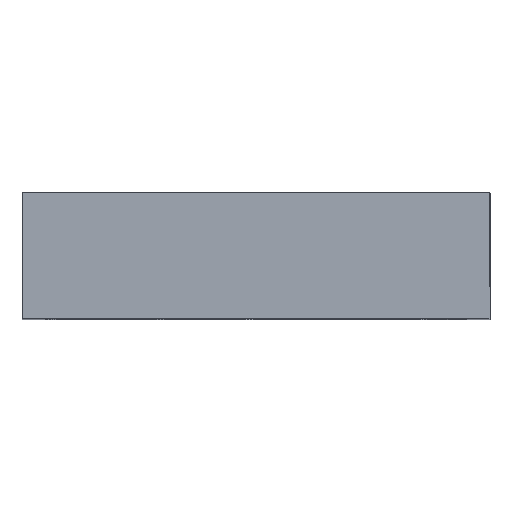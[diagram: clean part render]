
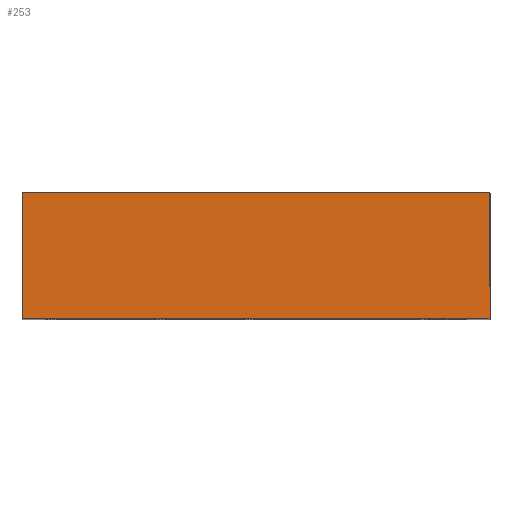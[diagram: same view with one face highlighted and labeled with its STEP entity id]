
A CAD part, top view. The second image highlights one B-rep face of the part: STEP entity #253.
In plain terms, the highlighted planar face has unit normal (0, 0, 1).
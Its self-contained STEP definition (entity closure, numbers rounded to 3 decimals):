
#2 = CARTESIAN_POINT ( 'NONE',  ( 12.3, -1., -21.712 ) ) ;
#52 = CARTESIAN_POINT ( 'NONE',  ( 12.3, -10.2, -21.712 ) ) ;
#87 = CARTESIAN_POINT ( 'NONE',  ( -21.7, -10.2, -21.712 ) ) ;
#120 = ORIENTED_EDGE ( 'NONE', *, *, #1009, .T. ) ;
#184 = DIRECTION ( 'NONE',  ( 0., 0., 1. ) ) ;
#201 = VERTEX_POINT ( 'NONE', #52 ) ;
#248 = EDGE_CURVE ( 'NONE', #259, #1080, #438, .T. ) ;
#253 = ADVANCED_FACE ( 'NONE', ( #348 ), #628, .T. ) ;
#259 = VERTEX_POINT ( 'NONE', #2 ) ;
#261 = LINE ( 'NONE', #87, #932 ) ;
#268 = DIRECTION ( 'NONE',  ( 1., 0., 0. ) ) ;
#285 = DIRECTION ( 'NONE',  ( 0., 1., 0. ) ) ;
#319 = DIRECTION ( 'NONE',  ( 0., 1., 0. ) ) ;
#348 = FACE_OUTER_BOUND ( 'NONE', #481, .T. ) ;
#394 = CARTESIAN_POINT ( 'NONE',  ( 12.3, -32.39, -21.712 ) ) ;
#418 = LINE ( 'NONE', #394, #951 ) ;
#430 = CARTESIAN_POINT ( 'NONE',  ( -21.7, -1., -21.712 ) ) ;
#438 = LINE ( 'NONE', #989, #1023 ) ;
#481 = EDGE_LOOP ( 'NONE', ( #120, #747, #528, #899 ) ) ;
#528 = ORIENTED_EDGE ( 'NONE', *, *, #1102, .F. ) ;
#610 = DIRECTION ( 'NONE',  ( -1., 0., 0. ) ) ;
#628 = PLANE ( 'NONE',  #737 ) ;
#695 = LINE ( 'NONE', #1150, #1100 ) ;
#729 = DIRECTION ( 'NONE',  ( -1., 0., 0. ) ) ;
#737 = AXIS2_PLACEMENT_3D ( 'NONE', #1153, #184, #268 ) ;
#747 = ORIENTED_EDGE ( 'NONE', *, *, #248, .T. ) ;
#849 = CARTESIAN_POINT ( 'NONE',  ( -21.7, -10.2, -21.712 ) ) ;
#899 = ORIENTED_EDGE ( 'NONE', *, *, #1136, .F. ) ;
#932 = VECTOR ( 'NONE', #610, 1000. ) ;
#951 = VECTOR ( 'NONE', #319, 1000. ) ;
#953 = VERTEX_POINT ( 'NONE', #849 ) ;
#989 = CARTESIAN_POINT ( 'NONE',  ( -21.7, -1., -21.712 ) ) ;
#1009 = EDGE_CURVE ( 'NONE', #201, #259, #418, .T. ) ;
#1023 = VECTOR ( 'NONE', #729, 1000. ) ;
#1080 = VERTEX_POINT ( 'NONE', #430 ) ;
#1100 = VECTOR ( 'NONE', #285, 1000. ) ;
#1102 = EDGE_CURVE ( 'NONE', #953, #1080, #695, .T. ) ;
#1136 = EDGE_CURVE ( 'NONE', #201, #953, #261, .T. ) ;
#1150 = CARTESIAN_POINT ( 'NONE',  ( -21.7, -39., -21.712 ) ) ;
#1153 = CARTESIAN_POINT ( 'NONE',  ( -21.7, 15.652, -21.712 ) ) ;
